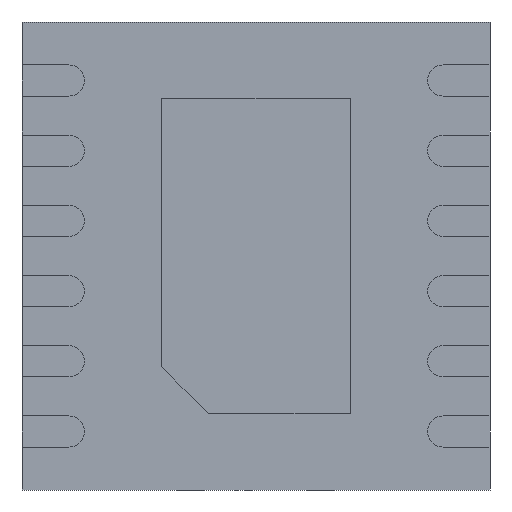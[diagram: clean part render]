
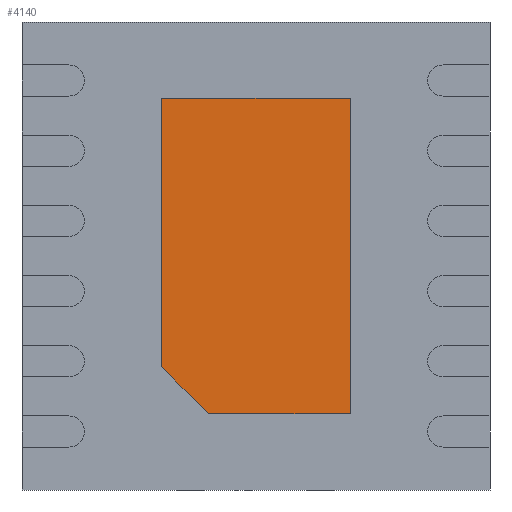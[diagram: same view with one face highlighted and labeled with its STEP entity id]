
A CAD part, front view. The second image highlights one B-rep face of the part: STEP entity #4140.
In plain terms, the highlighted planar face has unit normal (0, -1, 0).
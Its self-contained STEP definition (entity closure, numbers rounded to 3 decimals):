
#3575=DIRECTION('',(1.,0.,0.));
#3576=VECTOR('',#3575,0.91);
#3577=CARTESIAN_POINT('',(-0.305,0.,-1.01));
#3578=LINE('',#3577,#3576);
#3582=DIRECTION('',(0.707,0.,-0.707));
#3583=VECTOR('',#3582,0.424);
#3584=CARTESIAN_POINT('',(-0.605,0.,-0.71));
#3585=LINE('',#3584,#3583);
#3589=DIRECTION('',(0.,0.,-1.));
#3590=VECTOR('',#3589,1.72);
#3591=CARTESIAN_POINT('',(-0.605,0.,1.01));
#3592=LINE('',#3591,#3590);
#3596=DIRECTION('',(-1.,0.,0.));
#3597=VECTOR('',#3596,1.21);
#3598=CARTESIAN_POINT('',(0.605,0.,1.01));
#3599=LINE('',#3598,#3597);
#3603=DIRECTION('',(0.,0.,1.));
#3604=VECTOR('',#3603,2.02);
#3605=CARTESIAN_POINT('',(0.605,0.,-1.01));
#3606=LINE('',#3605,#3604);
#3883=CARTESIAN_POINT('',(0.605,0.,1.01));
#3884=CARTESIAN_POINT('',(-0.605,0.,1.01));
#3885=VERTEX_POINT('',#3883);
#3886=VERTEX_POINT('',#3884);
#3887=CARTESIAN_POINT('',(0.605,0.,-1.01));
#3888=VERTEX_POINT('',#3887);
#3889=CARTESIAN_POINT('',(-0.305,0.,-1.01));
#3890=VERTEX_POINT('',#3889);
#3891=CARTESIAN_POINT('',(-0.605,0.,-0.71));
#3892=VERTEX_POINT('',#3891);
#4128=CARTESIAN_POINT('',(0.,0.,0.));
#4129=DIRECTION('',(0.,1.,0.));
#4130=DIRECTION('',(1.,0.,0.));
#4131=AXIS2_PLACEMENT_3D('',#4128,#4129,#4130);
#4132=PLANE('',#4131);
#4133=ORIENTED_EDGE('',*,*,#4066,.F.);
#4134=ORIENTED_EDGE('',*,*,#4081,.F.);
#4135=ORIENTED_EDGE('',*,*,#4095,.F.);
#4136=ORIENTED_EDGE('',*,*,#4109,.F.);
#4137=ORIENTED_EDGE('',*,*,#4122,.F.);
#4138=EDGE_LOOP('',(#4133,#4134,#4135,#4136,#4137));
#4139=FACE_OUTER_BOUND('',#4138,.F.);
#4140=ADVANCED_FACE('',(#4139),#4132,.F.);
#4066=EDGE_CURVE('',#3890,#3888,#3578,.T.);
#4081=EDGE_CURVE('',#3892,#3890,#3585,.T.);
#4095=EDGE_CURVE('',#3886,#3892,#3592,.T.);
#4109=EDGE_CURVE('',#3885,#3886,#3599,.T.);
#4122=EDGE_CURVE('',#3888,#3885,#3606,.T.);
